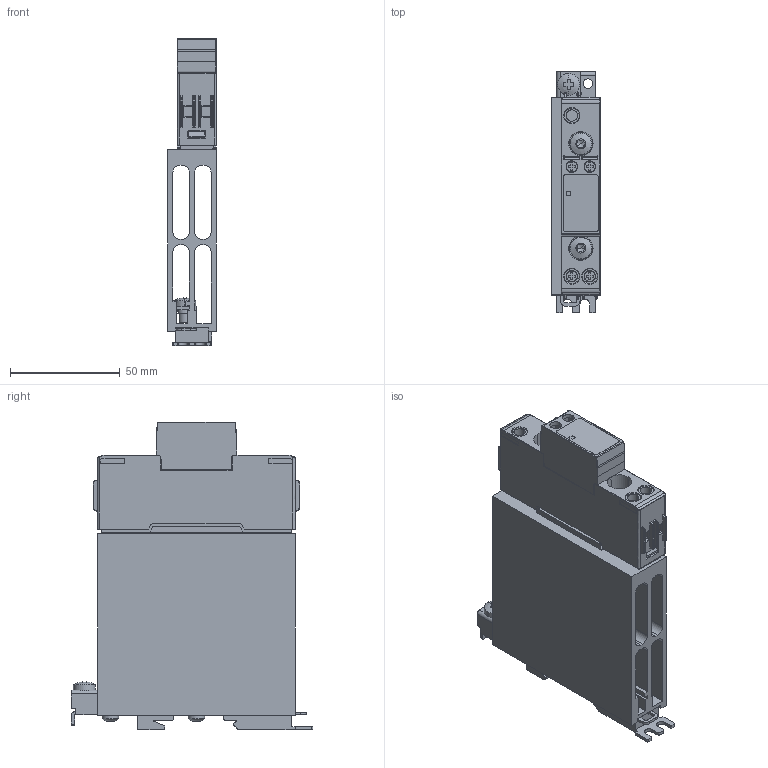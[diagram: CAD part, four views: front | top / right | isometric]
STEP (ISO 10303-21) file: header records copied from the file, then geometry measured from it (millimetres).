
FILE_DESCRIPTION((''),'2;1');
FILE_NAME('CGI0837-01.stp','2012-08-16T14:44:22',(''),(''),'Mechanical Desktop 2009','Mechanical Desktop 2009',', , ');
FILE_SCHEMA(('CONFIG_CONTROL_DESIGN'));
Length unit declared in the file: millimetre
Products named in the file (2): Product; CGI0837-01
Assembly tree (1 placements, depth 2):
  Product
    CGI0837-01
Bounding box: 22.2 x 110 x 140.28 mm (x, y, z)
Volume: 142229.1 mm3; surface area: 66964.2 mm2
Topology: 7 solids, 7 shells, 1096 faces, 2891 edges, 1827 vertices
Faces by surface type: bspline 451, plane 394, cylinder 201, cone 23, torus 18, sphere 9
Entity records: 38983 total; most frequent: CARTESIAN_POINT 12818, ORIENTED_EDGE 5748, DIRECTION 4963, EDGE_CURVE 2874, VECTOR 1877, LINE 1877, VERTEX_POINT 1827, AXIS2_PLACEMENT_3D 1543
